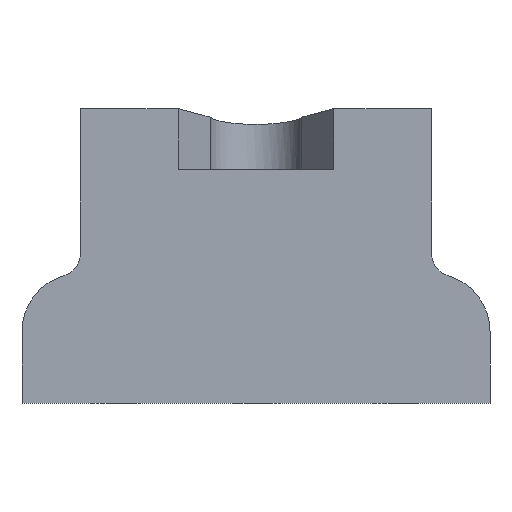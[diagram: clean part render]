
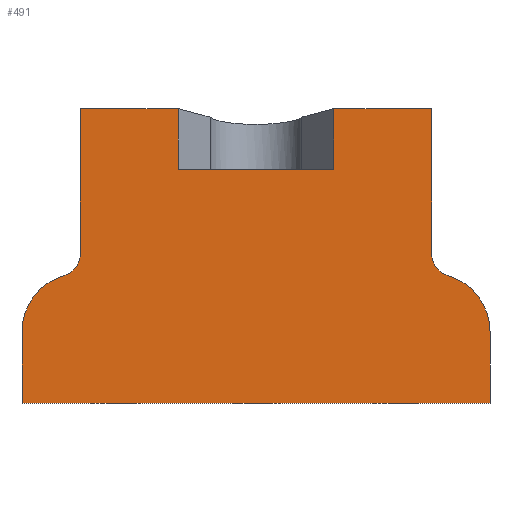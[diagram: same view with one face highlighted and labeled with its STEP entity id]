
A CAD part, front view. The second image highlights one B-rep face of the part: STEP entity #491.
In plain terms, the highlighted planar face has unit normal (0, -1, 0).
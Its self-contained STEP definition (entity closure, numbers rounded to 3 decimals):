
#47=CIRCLE('',#545,5.);
#48=CIRCLE('',#547,2.);
#49=CIRCLE('',#549,5.);
#50=CIRCLE('',#551,2.);
#69=FACE_OUTER_BOUND('',#96,.T.);
#96=EDGE_LOOP('',(#408,#409,#410,#411,#412,#413,#414,#415,#416,#417,#418,
#419,#420,#421));
#110=LINE('',#722,#156);
#112=LINE('',#734,#158);
#116=LINE('',#744,#162);
#120=LINE('',#755,#166);
#123=LINE('',#763,#169);
#133=LINE('',#791,#179);
#141=LINE('',#813,#187);
#148=LINE('',#837,#194);
#149=LINE('',#838,#195);
#150=LINE('',#840,#196);
#156=VECTOR('',#572,10.);
#158=VECTOR('',#582,10.);
#162=VECTOR('',#590,10.);
#166=VECTOR('',#598,10.);
#169=VECTOR('',#607,10.);
#179=VECTOR('',#629,10.);
#187=VECTOR('',#649,10.);
#194=VECTOR('',#680,10.);
#195=VECTOR('',#681,10.);
#196=VECTOR('',#684,10.);
#199=VERTEX_POINT('',#715);
#202=VERTEX_POINT('',#720);
#207=VERTEX_POINT('',#731);
#208=VERTEX_POINT('',#733);
#211=VERTEX_POINT('',#741);
#212=VERTEX_POINT('',#743);
#217=VERTEX_POINT('',#753);
#219=VERTEX_POINT('',#761);
#231=VERTEX_POINT('',#789);
#239=VERTEX_POINT('',#812);
#241=VERTEX_POINT('',#823);
#242=VERTEX_POINT('',#824);
#243=VERTEX_POINT('',#831);
#244=VERTEX_POINT('',#833);
#250=EDGE_CURVE('',#202,#199,#110,.T.);
#255=EDGE_CURVE('',#207,#208,#112,.T.);
#260=EDGE_CURVE('',#211,#212,#116,.T.);
#266=EDGE_CURVE('',#217,#207,#120,.T.);
#270=EDGE_CURVE('',#219,#211,#123,.T.);
#284=EDGE_CURVE('',#217,#231,#133,.T.);
#296=EDGE_CURVE('',#239,#212,#141,.T.);
#302=EDGE_CURVE('',#241,#242,#47,.T.);
#305=EDGE_CURVE('',#242,#231,#48,.T.);
#307=EDGE_CURVE('',#243,#244,#49,.T.);
#309=EDGE_CURVE('',#199,#241,#148,.T.);
#310=EDGE_CURVE('',#202,#244,#149,.T.);
#311=EDGE_CURVE('',#239,#243,#50,.T.);
#312=EDGE_CURVE('',#219,#208,#150,.T.);
#408=ORIENTED_EDGE('',*,*,#255,.F.);
#409=ORIENTED_EDGE('',*,*,#266,.F.);
#410=ORIENTED_EDGE('',*,*,#284,.T.);
#411=ORIENTED_EDGE('',*,*,#305,.F.);
#412=ORIENTED_EDGE('',*,*,#302,.F.);
#413=ORIENTED_EDGE('',*,*,#309,.F.);
#414=ORIENTED_EDGE('',*,*,#250,.F.);
#415=ORIENTED_EDGE('',*,*,#310,.T.);
#416=ORIENTED_EDGE('',*,*,#307,.F.);
#417=ORIENTED_EDGE('',*,*,#311,.F.);
#418=ORIENTED_EDGE('',*,*,#296,.T.);
#419=ORIENTED_EDGE('',*,*,#260,.F.);
#420=ORIENTED_EDGE('',*,*,#270,.F.);
#421=ORIENTED_EDGE('',*,*,#312,.T.);
#472=PLANE('',#550);
#491=ADVANCED_FACE('',(#69),#472,.T.);
#545=AXIS2_PLACEMENT_3D('',#825,#664,#665);
#547=AXIS2_PLACEMENT_3D('',#829,#670,#671);
#549=AXIS2_PLACEMENT_3D('',#834,#675,#676);
#550=AXIS2_PLACEMENT_3D('',#836,#678,#679);
#551=AXIS2_PLACEMENT_3D('',#839,#682,#683);
#572=DIRECTION('',(-1.,0.,0.));
#582=DIRECTION('',(0.,0.,-1.));
#590=DIRECTION('',(1.,0.,0.));
#598=DIRECTION('',(1.,0.,0.));
#607=DIRECTION('',(0.,0.,1.));
#629=DIRECTION('',(0.,0.,-1.));
#649=DIRECTION('',(0.,0.,1.));
#664=DIRECTION('center_axis',(0.,1.,0.));
#665=DIRECTION('ref_axis',(1.,0.,0.));
#670=DIRECTION('center_axis',(0.,-1.,0.));
#671=DIRECTION('ref_axis',(0.707,0.,-0.707));
#675=DIRECTION('center_axis',(0.,1.,0.));
#676=DIRECTION('ref_axis',(-1.,0.,0.));
#678=DIRECTION('center_axis',(0.,-1.,0.));
#679=DIRECTION('ref_axis',(1.,0.,0.));
#680=DIRECTION('',(0.,0.,1.));
#681=DIRECTION('',(0.,0.,1.));
#682=DIRECTION('center_axis',(0.,-1.,0.));
#683=DIRECTION('ref_axis',(-0.707,0.,-0.707));
#684=DIRECTION('',(-1.,0.,0.));
#715=CARTESIAN_POINT('',(0.,0.,-1.));
#720=CARTESIAN_POINT('',(40.,0.,-1.));
#722=CARTESIAN_POINT('',(0.,0.,-1.));
#731=CARTESIAN_POINT('',(13.354,0.,24.191));
#733=CARTESIAN_POINT('',(13.354,0.,19.));
#734=CARTESIAN_POINT('',(13.354,0.,30.));
#741=CARTESIAN_POINT('',(26.646,0.,24.191));
#743=CARTESIAN_POINT('',(35.,0.,24.191));
#744=CARTESIAN_POINT('',(0.,0.,24.191));
#753=CARTESIAN_POINT('',(5.,0.,24.191));
#755=CARTESIAN_POINT('',(0.,0.,24.191));
#761=CARTESIAN_POINT('',(26.646,0.,19.));
#763=CARTESIAN_POINT('',(26.646,0.,30.));
#789=CARTESIAN_POINT('',(5.,0.,11.835));
#791=CARTESIAN_POINT('',(5.,0.,8.506));
#812=CARTESIAN_POINT('',(35.,0.,11.835));
#813=CARTESIAN_POINT('',(35.,0.,8.506));
#823=CARTESIAN_POINT('',(0.,0.,5.126));
#824=CARTESIAN_POINT('',(3.571,0.,9.918));
#825=CARTESIAN_POINT('Origin',(5.,0.,5.126));
#829=CARTESIAN_POINT('Origin',(3.,0.,11.835));
#831=CARTESIAN_POINT('',(36.429,0.,9.918));
#833=CARTESIAN_POINT('',(40.,0.,5.126));
#834=CARTESIAN_POINT('Origin',(35.,0.,5.126));
#836=CARTESIAN_POINT('Origin',(0.,0.,0.));
#837=CARTESIAN_POINT('',(0.,0.,0.));
#838=CARTESIAN_POINT('',(40.,0.,0.));
#839=CARTESIAN_POINT('Origin',(37.,0.,11.835));
#840=CARTESIAN_POINT('',(10.,0.,19.));
